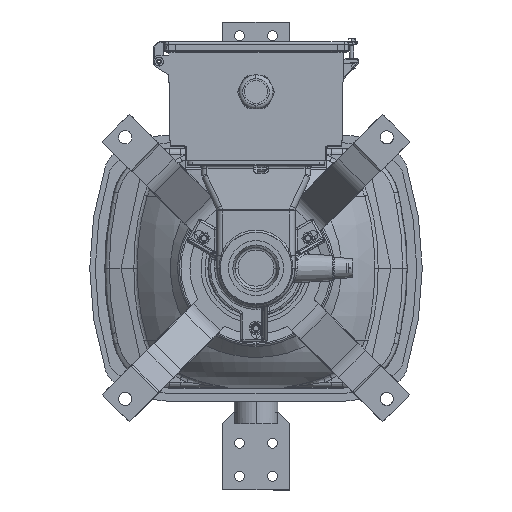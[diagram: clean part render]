
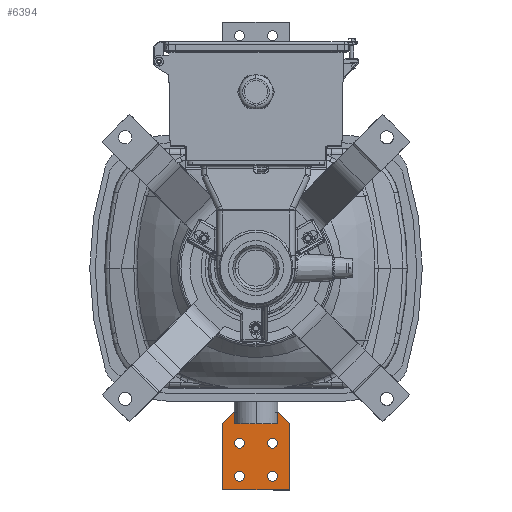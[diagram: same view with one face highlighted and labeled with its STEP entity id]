
A CAD part, front view. The second image highlights one B-rep face of the part: STEP entity #6394.
In plain terms, the highlighted planar face has unit normal (0, -1, 0).
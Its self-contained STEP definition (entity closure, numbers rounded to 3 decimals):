
#134 = AXIS2_PLACEMENT_3D ( 'NONE', #88169, #88176, #88149 ) ;
#3443 = VECTOR ( 'NONE', #125806, 1000. ) ;
#3463 = LINE ( 'NONE', #125805, #3443 ) ;
#6394 = ADVANCED_FACE ( 'NONE', ( #7229, #7271, #7243, #7341, #7246 ), #88148, .F. ) ;
#7229 = FACE_BOUND ( 'NONE', #27481, .T. ) ;
#7243 = FACE_OUTER_BOUND ( 'NONE', #27580, .T. ) ;
#7246 = FACE_BOUND ( 'NONE', #27543, .T. ) ;
#7271 = FACE_BOUND ( 'NONE', #27479, .T. ) ;
#7341 = FACE_BOUND ( 'NONE', #27553, .T. ) ;
#27479 = EDGE_LOOP ( 'NONE', ( #81688, #81588 ) ) ;
#27481 = EDGE_LOOP ( 'NONE', ( #81646, #81696 ) ) ;
#27543 = EDGE_LOOP ( 'NONE', ( #81813, #81896 ) ) ;
#27553 = EDGE_LOOP ( 'NONE', ( #81819, #81788 ) ) ;
#27580 = EDGE_LOOP ( 'NONE', ( #81618, #81676, #81699, #81679, #81708, #81877 ) ) ;
#52290 = LINE ( 'NONE', #125826, #59798 ) ;
#59305 = CIRCLE ( 'NONE', #92013, 9. ) ;
#59468 = VECTOR ( 'NONE', #125783, 1000. ) ;
#59519 = CIRCLE ( 'NONE', #91981, 9. ) ;
#59530 = CIRCLE ( 'NONE', #91992, 9. ) ;
#59666 = CIRCLE ( 'NONE', #92026, 9. ) ;
#59672 = CIRCLE ( 'NONE', #92083, 9. ) ;
#59742 = LINE ( 'NONE', #125692, #59773 ) ;
#59753 = CIRCLE ( 'NONE', #92039, 9. ) ;
#59773 = VECTOR ( 'NONE', #125670, 1000. ) ;
#59789 = VECTOR ( 'NONE', #125667, 1000. ) ;
#59791 = LINE ( 'NONE', #125704, #59793 ) ;
#59793 = VECTOR ( 'NONE', #125729, 1000. ) ;
#59798 = VECTOR ( 'NONE', #125811, 1000. ) ;
#59817 = LINE ( 'NONE', #125673, #59789 ) ;
#59824 = CIRCLE ( 'NONE', #92091, 9. ) ;
#61068 = LINE ( 'NONE', #125782, #59468 ) ;
#72144 = VERTEX_POINT ( 'NONE', #85088 ) ;
#72165 = VERTEX_POINT ( 'NONE', #85124 ) ;
#72192 = VERTEX_POINT ( 'NONE', #85181 ) ;
#72199 = VERTEX_POINT ( 'NONE', #85252 ) ;
#72217 = VERTEX_POINT ( 'NONE', #85214 ) ;
#72220 = VERTEX_POINT ( 'NONE', #85293 ) ;
#72226 = VERTEX_POINT ( 'NONE', #85265 ) ;
#72242 = VERTEX_POINT ( 'NONE', #85209 ) ;
#72245 = VERTEX_POINT ( 'NONE', #85279 ) ;
#72263 = VERTEX_POINT ( 'NONE', #85207 ) ;
#72264 = VERTEX_POINT ( 'NONE', #85184 ) ;
#72273 = VERTEX_POINT ( 'NONE', #85288 ) ;
#72307 = VERTEX_POINT ( 'NONE', #85186 ) ;
#72311 = VERTEX_POINT ( 'NONE', #85208 ) ;
#81588 = ORIENTED_EDGE ( 'NONE', *, *, #113240, .T. ) ;
#81618 = ORIENTED_EDGE ( 'NONE', *, *, #113514, .F. ) ;
#81646 = ORIENTED_EDGE ( 'NONE', *, *, #113216, .T. ) ;
#81676 = ORIENTED_EDGE ( 'NONE', *, *, #113449, .F. ) ;
#81679 = ORIENTED_EDGE ( 'NONE', *, *, #113432, .F. ) ;
#81688 = ORIENTED_EDGE ( 'NONE', *, *, #113379, .T. ) ;
#81696 = ORIENTED_EDGE ( 'NONE', *, *, #113377, .T. ) ;
#81699 = ORIENTED_EDGE ( 'NONE', *, *, #113427, .F. ) ;
#81708 = ORIENTED_EDGE ( 'NONE', *, *, #113505, .F. ) ;
#81788 = ORIENTED_EDGE ( 'NONE', *, *, #113396, .T. ) ;
#81813 = ORIENTED_EDGE ( 'NONE', *, *, #113262, .T. ) ;
#81819 = ORIENTED_EDGE ( 'NONE', *, *, #113492, .T. ) ;
#81877 = ORIENTED_EDGE ( 'NONE', *, *, #113490, .F. ) ;
#81896 = ORIENTED_EDGE ( 'NONE', *, *, #113444, .T. ) ;
#85088 = CARTESIAN_POINT ( 'NONE',  ( -30., 1628., -327. ) ) ;
#85124 = CARTESIAN_POINT ( 'NONE',  ( -30., 1628., -309. ) ) ;
#85181 = CARTESIAN_POINT ( 'NONE',  ( 40., 1628., -263. ) ) ;
#85184 = CARTESIAN_POINT ( 'NONE',  ( 30., 1628., -327. ) ) ;
#85186 = CARTESIAN_POINT ( 'NONE',  ( 60., 1628., -403. ) ) ;
#85207 = CARTESIAN_POINT ( 'NONE',  ( -60., 1628., -403. ) ) ;
#85208 = CARTESIAN_POINT ( 'NONE',  ( 30., 1628., -369. ) ) ;
#85209 = CARTESIAN_POINT ( 'NONE',  ( -30., 1628., -387. ) ) ;
#85214 = CARTESIAN_POINT ( 'NONE',  ( 60., 1628., -283. ) ) ;
#85252 = CARTESIAN_POINT ( 'NONE',  ( -40., 1628., -263. ) ) ;
#85265 = CARTESIAN_POINT ( 'NONE',  ( 30., 1628., -387. ) ) ;
#85279 = CARTESIAN_POINT ( 'NONE',  ( 30., 1628., -309. ) ) ;
#85288 = CARTESIAN_POINT ( 'NONE',  ( -30., 1628., -369. ) ) ;
#85293 = CARTESIAN_POINT ( 'NONE',  ( -60., 1628., -283. ) ) ;
#88148 = PLANE ( 'NONE',  #134 ) ;
#88149 = DIRECTION ( 'NONE',  ( 0., 0., 1. ) ) ;
#88169 = CARTESIAN_POINT ( 'NONE',  ( -60., 1628., -403. ) ) ;
#88176 = DIRECTION ( 'NONE',  ( 0., 1., 0. ) ) ;
#91981 = AXIS2_PLACEMENT_3D ( 'NONE', #125445, #125451, #125449 ) ;
#91992 = AXIS2_PLACEMENT_3D ( 'NONE', #125380, #125411, #125392 ) ;
#92013 = AXIS2_PLACEMENT_3D ( 'NONE', #125382, #125413, #125395 ) ;
#92026 = AXIS2_PLACEMENT_3D ( 'NONE', #125588, #125576, #125554 ) ;
#92039 = AXIS2_PLACEMENT_3D ( 'NONE', #125705, #125727, #125715 ) ;
#92083 = AXIS2_PLACEMENT_3D ( 'NONE', #125520, #125522, #125563 ) ;
#92091 = AXIS2_PLACEMENT_3D ( 'NONE', #125586, #125558, #125623 ) ;
#92104 = AXIS2_PLACEMENT_3D ( 'NONE', #125755, #125747, #125784 ) ;
#113216 = EDGE_CURVE ( 'NONE', #72242, #72273, #59305, .T. ) ;
#113240 = EDGE_CURVE ( 'NONE', #72311, #72226, #59530, .T. ) ;
#113262 = EDGE_CURVE ( 'NONE', #72144, #72165, #59519, .T. ) ;
#113377 = EDGE_CURVE ( 'NONE', #72273, #72242, #59666, .T. ) ;
#113379 = EDGE_CURVE ( 'NONE', #72226, #72311, #59672, .T. ) ;
#113396 = EDGE_CURVE ( 'NONE', #72245, #72264, #59824, .T. ) ;
#113427 = EDGE_CURVE ( 'NONE', #72192, #72217, #59817, .T. ) ;
#113432 = EDGE_CURVE ( 'NONE', #72199, #72192, #59742, .T. ) ;
#113444 = EDGE_CURVE ( 'NONE', #72165, #72144, #59753, .T. ) ;
#113449 = EDGE_CURVE ( 'NONE', #72217, #72307, #59791, .T. ) ;
#113490 = EDGE_CURVE ( 'NONE', #72263, #72220, #61068, .T. ) ;
#113492 = EDGE_CURVE ( 'NONE', #72264, #72245, #121151, .T. ) ;
#113505 = EDGE_CURVE ( 'NONE', #72220, #72199, #52290, .T. ) ;
#113514 = EDGE_CURVE ( 'NONE', #72307, #72263, #3463, .T. ) ;
#121151 = CIRCLE ( 'NONE', #92104, 9. ) ;
#125380 = CARTESIAN_POINT ( 'NONE',  ( 30., 1628., -378. ) ) ;
#125382 = CARTESIAN_POINT ( 'NONE',  ( -30., 1628., -378. ) ) ;
#125392 = DIRECTION ( 'NONE',  ( 0., 0., 1. ) ) ;
#125395 = DIRECTION ( 'NONE',  ( 0., 0., 1. ) ) ;
#125411 = DIRECTION ( 'NONE',  ( 0., 1., 0. ) ) ;
#125413 = DIRECTION ( 'NONE',  ( 0., 1., 0. ) ) ;
#125445 = CARTESIAN_POINT ( 'NONE',  ( -30., 1628., -318. ) ) ;
#125449 = DIRECTION ( 'NONE',  ( 0., 0., 1. ) ) ;
#125451 = DIRECTION ( 'NONE',  ( 0., 1., 0. ) ) ;
#125520 = CARTESIAN_POINT ( 'NONE',  ( 30., 1628., -378. ) ) ;
#125522 = DIRECTION ( 'NONE',  ( 0., 1., 0. ) ) ;
#125554 = DIRECTION ( 'NONE',  ( 0., 0., 1. ) ) ;
#125558 = DIRECTION ( 'NONE',  ( 0., 1., 0. ) ) ;
#125563 = DIRECTION ( 'NONE',  ( 0., 0., 1. ) ) ;
#125576 = DIRECTION ( 'NONE',  ( 0., 1., 0. ) ) ;
#125586 = CARTESIAN_POINT ( 'NONE',  ( 30., 1628., -318. ) ) ;
#125588 = CARTESIAN_POINT ( 'NONE',  ( -30., 1628., -378. ) ) ;
#125623 = DIRECTION ( 'NONE',  ( 0., 0., 1. ) ) ;
#125667 = DIRECTION ( 'NONE',  ( 0.707, 0., -0.707 ) ) ;
#125670 = DIRECTION ( 'NONE',  ( 1., 0., 0. ) ) ;
#125673 = CARTESIAN_POINT ( 'NONE',  ( 60., 1628., -283. ) ) ;
#125692 = CARTESIAN_POINT ( 'NONE',  ( 40., 1628., -263. ) ) ;
#125704 = CARTESIAN_POINT ( 'NONE',  ( 60., 1628., -403. ) ) ;
#125705 = CARTESIAN_POINT ( 'NONE',  ( -30., 1628., -318. ) ) ;
#125715 = DIRECTION ( 'NONE',  ( 0., 0., 1. ) ) ;
#125727 = DIRECTION ( 'NONE',  ( 0., 1., 0. ) ) ;
#125729 = DIRECTION ( 'NONE',  ( 0., 0., -1. ) ) ;
#125747 = DIRECTION ( 'NONE',  ( 0., 1., 0. ) ) ;
#125755 = CARTESIAN_POINT ( 'NONE',  ( 30., 1628., -318. ) ) ;
#125782 = CARTESIAN_POINT ( 'NONE',  ( -60., 1628., -403. ) ) ;
#125783 = DIRECTION ( 'NONE',  ( 0., 0., 1. ) ) ;
#125784 = DIRECTION ( 'NONE',  ( 0., 0., 1. ) ) ;
#125805 = CARTESIAN_POINT ( 'NONE',  ( 60., 1628., -403. ) ) ;
#125806 = DIRECTION ( 'NONE',  ( -1., 0., 0. ) ) ;
#125811 = DIRECTION ( 'NONE',  ( 0.707, 0., 0.707 ) ) ;
#125826 = CARTESIAN_POINT ( 'NONE',  ( -40., 1628., -263. ) ) ;
